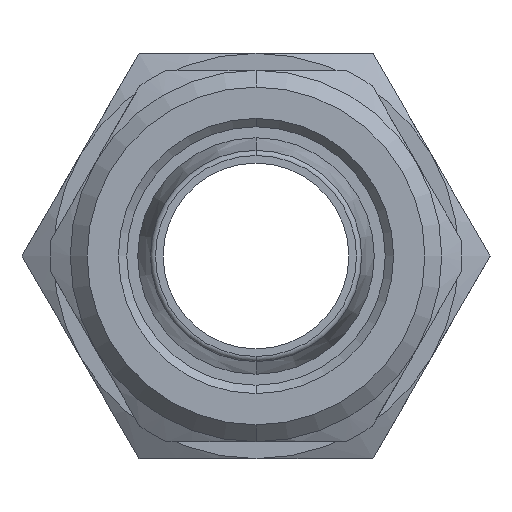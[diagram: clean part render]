
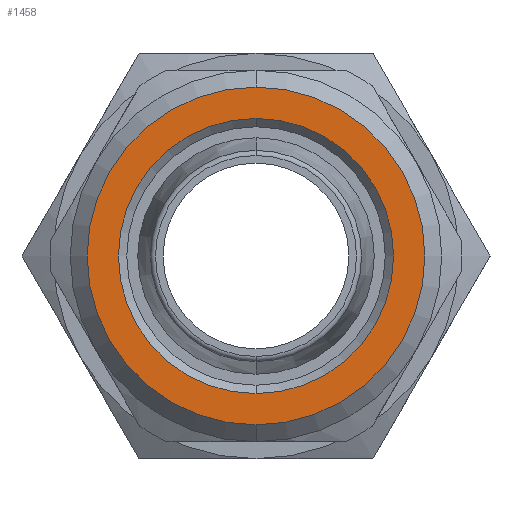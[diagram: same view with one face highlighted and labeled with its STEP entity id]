
A CAD part, front view. The second image highlights one B-rep face of the part: STEP entity #1458.
In plain terms, the highlighted planar face has unit normal (0, -1, 0).
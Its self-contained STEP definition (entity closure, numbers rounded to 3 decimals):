
#118 = AXIS2_PLACEMENT_3D ( 'NONE', #3288, #3289, #3290 ) ;
#195 = VERTEX_POINT ( 'NONE', #236 ) ;
#197 = VERTEX_POINT ( 'NONE', #238 ) ;
#201 = VERTEX_POINT ( 'NONE', #242 ) ;
#236 = CARTESIAN_POINT ( 'NONE',  ( 0., 3.472, -8.15 ) ) ;
#238 = CARTESIAN_POINT ( 'NONE',  ( 0., 3.472, 10. ) ) ;
#242 = CARTESIAN_POINT ( 'NONE',  ( 0., 3.472, 8.15 ) ) ;
#258 = CARTESIAN_POINT ( 'NONE',  ( 0., 3.472, -10. ) ) ;
#466 = CARTESIAN_POINT ( 'NONE',  ( 0., 3.472, 0. ) ) ;
#467 = DIRECTION ( 'NONE',  ( 0., 1., 0. ) ) ;
#468 = DIRECTION ( 'NONE',  ( 0., 0., 1. ) ) ;
#527 = VERTEX_POINT ( 'NONE', #258 ) ;
#575 = CIRCLE ( 'NONE', #617, 8.15 ) ;
#617 = AXIS2_PLACEMENT_3D ( 'NONE', #1301, #1302, #1303 ) ;
#694 = CIRCLE ( 'NONE', #695, 10. ) ;
#695 = AXIS2_PLACEMENT_3D ( 'NONE', #466, #467, #468 ) ;
#785 = EDGE_CURVE ( 'NONE', #527, #197, #694, .T. ) ;
#841 = EDGE_CURVE ( 'NONE', #201, #195, #575, .T. ) ;
#993 = FACE_BOUND ( 'NONE', #3032, .T. ) ;
#994 = FACE_OUTER_BOUND ( 'NONE', #2853, .T. ) ;
#1301 = CARTESIAN_POINT ( 'NONE',  ( 0., 3.472, 0. ) ) ;
#1302 = DIRECTION ( 'NONE',  ( 0., 1., 0. ) ) ;
#1303 = DIRECTION ( 'NONE',  ( 0., 0., 1. ) ) ;
#1458 = ADVANCED_FACE ( 'NONE', ( #993, #994 ), #3287, .T. ) ;
#2271 = ORIENTED_EDGE ( 'NONE', *, *, #2520, .T. ) ;
#2272 = ORIENTED_EDGE ( 'NONE', *, *, #841, .T. ) ;
#2273 = ORIENTED_EDGE ( 'NONE', *, *, #785, .F. ) ;
#2274 = ORIENTED_EDGE ( 'NONE', *, *, #2523, .F. ) ;
#2520 = EDGE_CURVE ( 'NONE', #195, #201, #3566, .T. ) ;
#2523 = EDGE_CURVE ( 'NONE', #197, #527, #3576, .T. ) ;
#2853 = EDGE_LOOP ( 'NONE', ( #2274, #2273 ) ) ;
#3032 = EDGE_LOOP ( 'NONE', ( #2271, #2272 ) ) ;
#3287 = PLANE ( 'NONE',  #118 ) ;
#3288 = CARTESIAN_POINT ( 'NONE',  ( 10., 3.472, 0. ) ) ;
#3289 = DIRECTION ( 'NONE',  ( 0., -1., 0. ) ) ;
#3290 = DIRECTION ( 'NONE',  ( 0., 0., -1. ) ) ;
#3566 = CIRCLE ( 'NONE', #3574, 8.15 ) ;
#3574 = AXIS2_PLACEMENT_3D ( 'NONE', #3886, #3887, #3888 ) ;
#3576 = CIRCLE ( 'NONE', #3578, 10. ) ;
#3578 = AXIS2_PLACEMENT_3D ( 'NONE', #3893, #3894, #3895 ) ;
#3886 = CARTESIAN_POINT ( 'NONE',  ( 0., 3.472, 0. ) ) ;
#3887 = DIRECTION ( 'NONE',  ( 0., 1., 0. ) ) ;
#3888 = DIRECTION ( 'NONE',  ( 0., 0., 1. ) ) ;
#3893 = CARTESIAN_POINT ( 'NONE',  ( 0., 3.472, 0. ) ) ;
#3894 = DIRECTION ( 'NONE',  ( 0., 1., 0. ) ) ;
#3895 = DIRECTION ( 'NONE',  ( 0., 0., 1. ) ) ;
